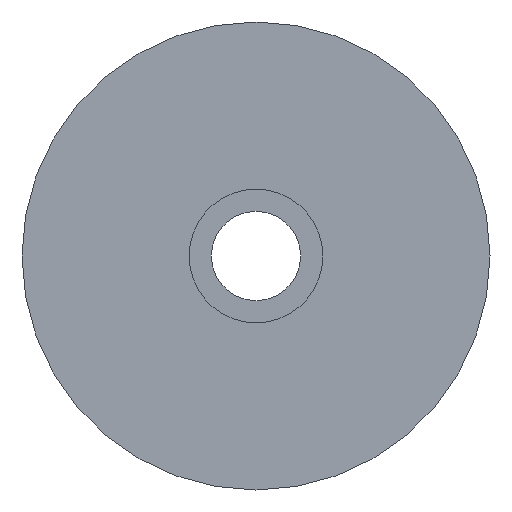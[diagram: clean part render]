
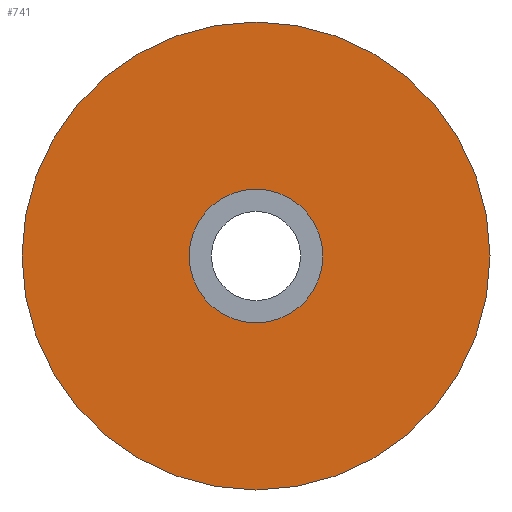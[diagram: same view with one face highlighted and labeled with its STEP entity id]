
A CAD part, front view. The second image highlights one B-rep face of the part: STEP entity #741.
In plain terms, the highlighted planar face has unit normal (0, -1, 0).
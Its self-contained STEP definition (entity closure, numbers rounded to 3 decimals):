
#57=FACE_BOUND('',#142,.T.);
#69=PLANE('',#912);
#97=FACE_OUTER_BOUND('',#141,.T.);
#141=EDGE_LOOP('',(#583,#584));
#142=EDGE_LOOP('',(#585));
#285=CIRCLE('',#910,4.5);
#287=CIRCLE('',#913,15.75);
#288=CIRCLE('',#914,15.75);
#349=VERTEX_POINT('',#1331);
#351=VERTEX_POINT('',#1337);
#352=VERTEX_POINT('',#1338);
#434=EDGE_CURVE('',#349,#349,#285,.T.);
#437=EDGE_CURVE('',#351,#352,#287,.T.);
#438=EDGE_CURVE('',#352,#351,#288,.T.);
#583=ORIENTED_EDGE('',*,*,#437,.T.);
#584=ORIENTED_EDGE('',*,*,#438,.T.);
#585=ORIENTED_EDGE('',*,*,#434,.T.);
#741=ADVANCED_FACE('',(#97,#57),#69,.T.);
#910=AXIS2_PLACEMENT_3D('',#1332,#1085,#1086);
#912=AXIS2_PLACEMENT_3D('',#1336,#1090,#1091);
#913=AXIS2_PLACEMENT_3D('',#1339,#1092,#1093);
#914=AXIS2_PLACEMENT_3D('',#1340,#1094,#1095);
#1085=DIRECTION('center_axis',(0.,1.,0.));
#1086=DIRECTION('ref_axis',(-1.,0.,0.));
#1090=DIRECTION('center_axis',(0.,-1.,0.));
#1091=DIRECTION('ref_axis',(0.,0.,-1.));
#1092=DIRECTION('center_axis',(0.,-1.,0.));
#1093=DIRECTION('ref_axis',(1.,0.,0.));
#1094=DIRECTION('center_axis',(0.,-1.,0.));
#1095=DIRECTION('ref_axis',(1.,0.,0.));
#1331=CARTESIAN_POINT('',(4.5,0.,0.));
#1332=CARTESIAN_POINT('Origin',(0.,0.,0.));
#1336=CARTESIAN_POINT('Origin',(0.,0.,0.));
#1337=CARTESIAN_POINT('',(15.75,0.,0.));
#1338=CARTESIAN_POINT('',(-15.75,0.,0.));
#1339=CARTESIAN_POINT('Origin',(0.,0.,0.));
#1340=CARTESIAN_POINT('Origin',(0.,0.,0.));
